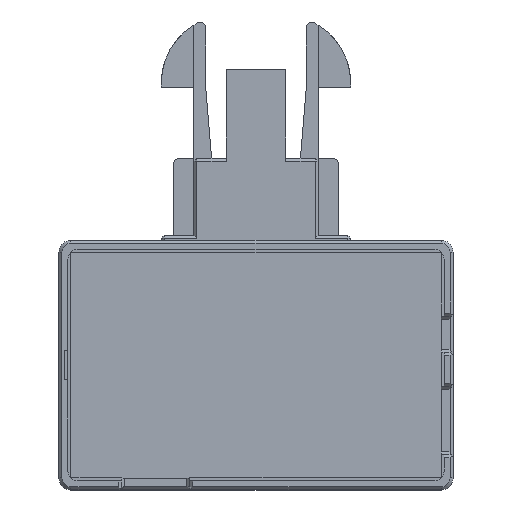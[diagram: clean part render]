
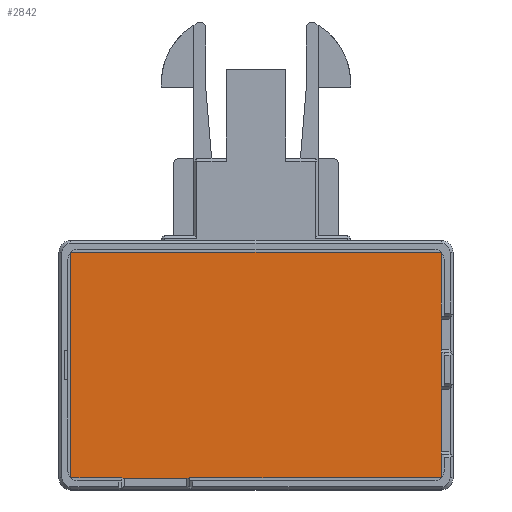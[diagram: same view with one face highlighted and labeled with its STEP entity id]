
A CAD part, top view. The second image highlights one B-rep face of the part: STEP entity #2842.
In plain terms, the highlighted planar face has unit normal (0, 0, 1).
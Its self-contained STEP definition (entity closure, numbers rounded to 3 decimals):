
#233=FACE_OUTER_BOUND('',#389,.T.);
#389=EDGE_LOOP('',(#2554,#2555,#2556,#2557));
#735=LINE('',#4631,#1095);
#746=LINE('',#4653,#1106);
#747=LINE('',#4656,#1107);
#749=LINE('',#4659,#1109);
#1095=VECTOR('',#3811,10.);
#1106=VECTOR('',#3838,10.);
#1107=VECTOR('',#3841,10.);
#1109=VECTOR('',#3845,10.);
#1352=VERTEX_POINT('',#4628);
#1353=VERTEX_POINT('',#4630);
#1356=VERTEX_POINT('',#4651);
#1357=VERTEX_POINT('',#4655);
#1743=EDGE_CURVE('',#1352,#1353,#735,.T.);
#1754=EDGE_CURVE('',#1356,#1352,#746,.T.);
#1755=EDGE_CURVE('',#1353,#1357,#747,.T.);
#1757=EDGE_CURVE('',#1357,#1356,#749,.T.);
#2554=ORIENTED_EDGE('',*,*,#1757,.F.);
#2555=ORIENTED_EDGE('',*,*,#1755,.F.);
#2556=ORIENTED_EDGE('',*,*,#1743,.F.);
#2557=ORIENTED_EDGE('',*,*,#1754,.F.);
#2688=PLANE('',#3083);
#2842=ADVANCED_FACE('',(#233),#2688,.F.);
#3083=AXIS2_PLACEMENT_3D('',#4660,#3846,#3847);
#3811=DIRECTION('',(-1.,0.,0.));
#3838=DIRECTION('',(0.,-1.,0.));
#3841=DIRECTION('',(0.,1.,0.));
#3845=DIRECTION('',(1.,0.,0.));
#3846=DIRECTION('center_axis',(0.,0.,-1.));
#3847=DIRECTION('ref_axis',(-1.,0.,0.));
#4628=CARTESIAN_POINT('',(237.65,-19.05,1.6));
#4630=CARTESIAN_POINT('',(175.15,-19.05,1.6));
#4631=CARTESIAN_POINT('',(237.65,-19.05,1.6));
#4651=CARTESIAN_POINT('',(237.65,19.05,1.6));
#4653=CARTESIAN_POINT('',(237.65,19.05,1.6));
#4655=CARTESIAN_POINT('',(175.15,19.05,1.6));
#4656=CARTESIAN_POINT('',(175.15,-19.05,1.6));
#4659=CARTESIAN_POINT('',(175.15,19.05,1.6));
#4660=CARTESIAN_POINT('Origin',(206.4,0.,1.6));
